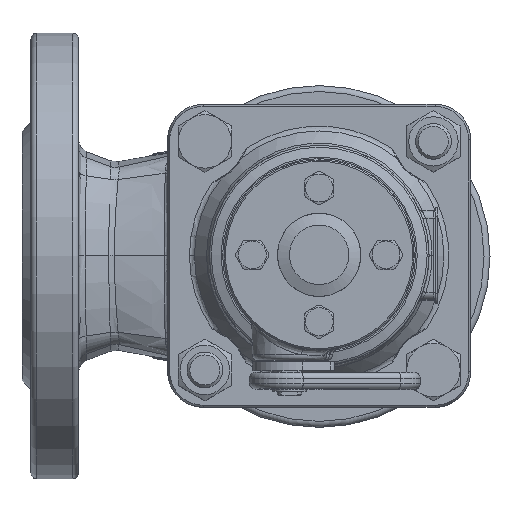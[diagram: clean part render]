
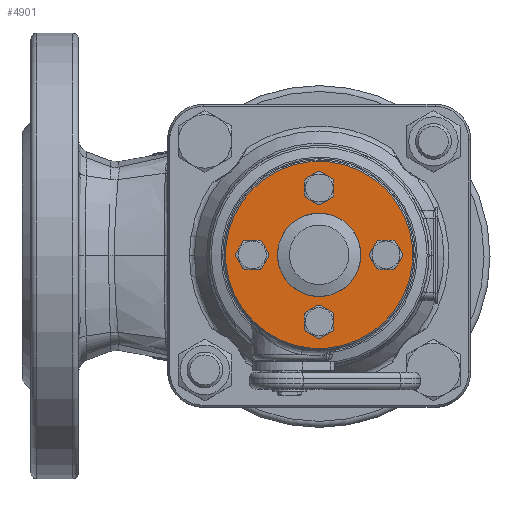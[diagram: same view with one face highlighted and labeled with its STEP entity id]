
A CAD part, top view. The second image highlights one B-rep face of the part: STEP entity #4901.
In plain terms, the highlighted planar face has unit normal (0, 0, 1).
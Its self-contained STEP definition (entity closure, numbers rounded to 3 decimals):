
#4665=CARTESIAN_POINT('',(22.274,22.274,215.5));
#4666=VERTEX_POINT('',#4665);
#4667=CARTESIAN_POINT('',(-22.274,-22.274,215.5));
#4668=VERTEX_POINT('',#4667);
#4669=CARTESIAN_POINT('',(0.,0.,215.5));
#4670=DIRECTION('',(-0.,-0.,1.));
#4671=DIRECTION('',(-0.707,-0.707,-0.));
#4672=AXIS2_PLACEMENT_3D('',#4669,#4670,#4671);
#4673=CIRCLE('',#4672,31.5);
#4674=EDGE_CURVE('NONE',#4666,#4668,#4673,.T.);
#4676=CARTESIAN_POINT('',(0.,0.,215.5));
#4677=DIRECTION('',(-0.,-0.,1.));
#4678=DIRECTION('',(-0.707,-0.707,-0.));
#4679=AXIS2_PLACEMENT_3D('',#4676,#4677,#4678);
#4680=CIRCLE('',#4679,31.5);
#4681=EDGE_CURVE('NONE',#4668,#4666,#4680,.T.);
#4737=CARTESIAN_POINT('',(9.899,9.9,215.5));
#4738=VERTEX_POINT('',#4737);
#4739=CARTESIAN_POINT('',(-9.9,-9.899,215.5));
#4740=VERTEX_POINT('',#4739);
#4741=CARTESIAN_POINT('',(0.,0.,215.5));
#4742=DIRECTION('',(0.,0.,-1.));
#4743=DIRECTION('',(-0.707,-0.707,-0.));
#4744=AXIS2_PLACEMENT_3D('',#4741,#4742,#4743);
#4745=CIRCLE('',#4744,14.);
#4746=EDGE_CURVE('NONE',#4738,#4740,#4745,.T.);
#4748=CARTESIAN_POINT('',(0.,0.,215.5));
#4749=DIRECTION('',(0.,0.,-1.));
#4750=DIRECTION('',(-0.707,-0.707,-0.));
#4751=AXIS2_PLACEMENT_3D('',#4748,#4749,#4750);
#4752=CIRCLE('',#4751,14.);
#4753=EDGE_CURVE('NONE',#4740,#4738,#4752,.T.);
#4888=CARTESIAN_POINT('',(22.627,-22.627,215.5));
#4889=DIRECTION('',(0.,0.,-1.));
#4890=DIRECTION('',(-0.707,-0.707,-0.));
#4891=AXIS2_PLACEMENT_3D('',#4888,#4889,#4890);
#4892=PLANE('',#4891);
#4893=ORIENTED_EDGE('',*,*,#4681,.T.);
#4894=ORIENTED_EDGE('',*,*,#4674,.T.);
#4895=EDGE_LOOP('',(#4893,#4894));
#4896=FACE_BOUND('',#4895,.T.);
#4897=ORIENTED_EDGE('',*,*,#4753,.T.);
#4898=ORIENTED_EDGE('',*,*,#4746,.T.);
#4899=EDGE_LOOP('',(#4897,#4898));
#4900=FACE_BOUND('',#4899,.T.);
#4901=ADVANCED_FACE('NONE',(#4896,#4900),#4892,.F.);
